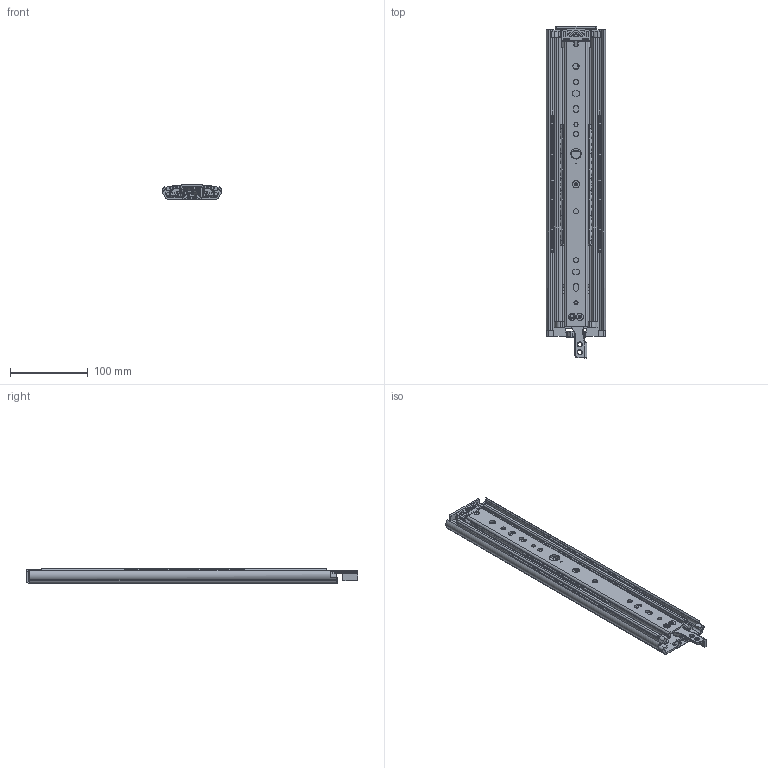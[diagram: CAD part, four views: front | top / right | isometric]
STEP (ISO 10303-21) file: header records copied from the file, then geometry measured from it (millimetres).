
FILE_DESCRIPTION(/* description */ ('TR7619 400 / 398 (19,1mm)'),/* implementation_level */ '2;1');
FILE_NAME(/* name */ '114S33.stp',/* time_stamp */ '2021-07-26T12:47:30+02:00',/* author */ ('r.groen'),/* organization */ (''),/* preprocessor_version */ 'ST-DEVELOPER v16.13',/* originating_system */ 'Autodesk Inventor 2018',/* authorisation */ '');
FILE_SCHEMA (('AUTOMOTIVE_DESIGN { 1 0 10303 214 3 1 1 }'));
Length unit declared in the file: millimetre
Products named in the file (38): 114-S33; 114-S33_1; 114-S33_2; 114-S33_3; 921955; 114-S33_4; 923511; 921714; 921708; 921706_Assy; 921706; 911073; 114-S33_5; 114-S33_6; 921751; 921750; 973008; 973007; 921739; 114-S33_7; 923016; 921713; 921707; 921705_Assy; 921705; 911078; 114-S33_8; 114-S33_9; 5921953; 922128; 921953; 913053; ISO 10642 - M4x6; 913058; 921946; 922126; 973009; 114-S33_10
Assembly tree (60 placements, depth 5):
  114-S33
    114-S33_1
    114-S33_2
      114-S33_3
      921955
    114-S33_4
      923511
        921714
        921706_Assy  x8
          921706
          911073
        921708  x4
    114-S33_5
      114-S33_6
      921751
      921750
      973008
        973007
        921739
    114-S33_7
      923016
        921713
        921705_Assy  x8
          921705
          911078
        921707  x4
    114-S33_8
      114-S33_9
      5921953
        922128
        921953
      913053
      ISO 10642 - M4x6  x2
      913058
      921946
      922126
      973009
      114-S33_10
Bounding box: 76.19 x 428 x 19.18 mm (x, y, z)
Volume: 280507.8 mm3; surface area: 249171.9 mm2
Topology: 76 solids, 76 shells, 6073 faces, 16922 edges, 10853 vertices
Faces by surface type: cylinder 3196, plane 2209, torus 280, bspline 224, cone 93, sphere 71
Full cylindrical faces by diameter (mm): 1.3 x3, 3 x3, 3.5 x1, 4 x3, 4.5 x1, 5.2 x4, 5.5 x2, 5.8 x1, 6.5 x1, 6.6 x8, 6.7 x1, 7 x1, 7.8 x1, 8 x3, 8.1 x16, 9.2 x16, 13.5 x1, 15 x2
Entity records: 101430 total; most frequent: CARTESIAN_POINT 27486, DIRECTION 15517, ORIENTED_EDGE 15314, EDGE_CURVE 7657, AXIS2_PLACEMENT_3D 5760, VERTEX_POINT 4846, LINE 3997, VECTOR 3997
